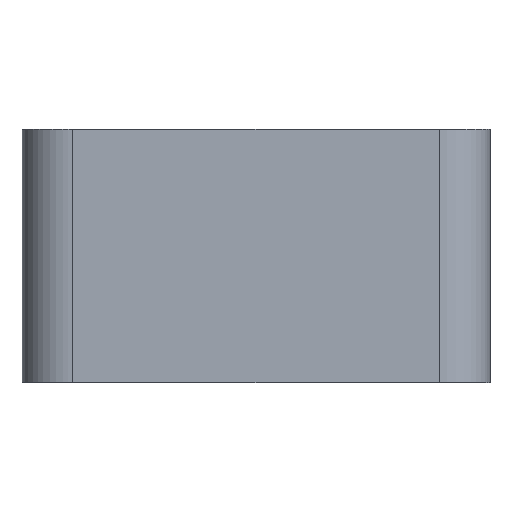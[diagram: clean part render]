
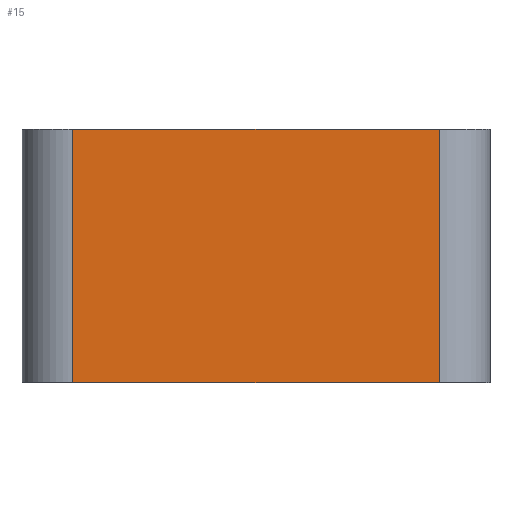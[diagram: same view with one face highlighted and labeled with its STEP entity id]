
A CAD part, front view. The second image highlights one B-rep face of the part: STEP entity #15.
In plain terms, the highlighted planar face has unit normal (0, -1, 0).
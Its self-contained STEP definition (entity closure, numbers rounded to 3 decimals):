
#15=ADVANCED_FACE('',(#27),#190,.T.);
#27=FACE_OUTER_BOUND('',#39,.T.);
#39=EDGE_LOOP('',(#54,#55,#56,#57));
#54=ORIENTED_EDGE('',*,*,#111,.F.);
#55=ORIENTED_EDGE('',*,*,#120,.F.);
#56=ORIENTED_EDGE('',*,*,#121,.T.);
#57=ORIENTED_EDGE('',*,*,#122,.T.);
#111=EDGE_CURVE('',#171,#172,#140,.T.);
#120=EDGE_CURVE('',#179,#171,#145,.T.);
#121=EDGE_CURVE('',#179,#180,#146,.T.);
#122=EDGE_CURVE('',#180,#172,#147,.T.);
#140=B_SPLINE_CURVE_WITH_KNOTS('',1,(#355,#356),.UNSPECIFIED.,.F.,.F.,(2,
2),(0.577,4.752),.UNSPECIFIED.);
#145=B_SPLINE_CURVE_WITH_KNOTS('',1,(#377,#378),.UNSPECIFIED.,.F.,.F.,(2,
2),(-2.5,0.),.UNSPECIFIED.);
#146=B_SPLINE_CURVE_WITH_KNOTS('',1,(#379,#380),.UNSPECIFIED.,.F.,.F.,(2,
2),(0.577,4.752),.UNSPECIFIED.);
#147=B_SPLINE_CURVE_WITH_KNOTS('',1,(#381,#382),.UNSPECIFIED.,.F.,.F.,(2,
2),(-2.5,0.),.UNSPECIFIED.);
#171=VERTEX_POINT('',#333);
#172=VERTEX_POINT('',#334);
#179=VERTEX_POINT('',#341);
#180=VERTEX_POINT('',#342);
#190=PLANE('',#291);
#291=AXIS2_PLACEMENT_3D('',#321,#306,$);
#306=DIRECTION('',(0.,-1.,0.));
#321=CARTESIAN_POINT('',(10.115,-9.027,-0.01));
#333=CARTESIAN_POINT('',(6.5,-9.027,-0.01));
#334=CARTESIAN_POINT('',(10.115,-9.027,-0.01));
#341=CARTESIAN_POINT('',(6.5,-9.027,-2.51));
#342=CARTESIAN_POINT('',(10.115,-9.027,-2.51));
#355=CARTESIAN_POINT('',(6.5,-9.027,-0.01));
#356=CARTESIAN_POINT('',(10.115,-9.027,-0.01));
#377=CARTESIAN_POINT('',(6.5,-9.027,-2.51));
#378=CARTESIAN_POINT('',(6.5,-9.027,-0.01));
#379=CARTESIAN_POINT('',(6.5,-9.027,-2.51));
#380=CARTESIAN_POINT('',(10.115,-9.027,-2.51));
#381=CARTESIAN_POINT('',(10.115,-9.027,-2.51));
#382=CARTESIAN_POINT('',(10.115,-9.027,-0.01));
